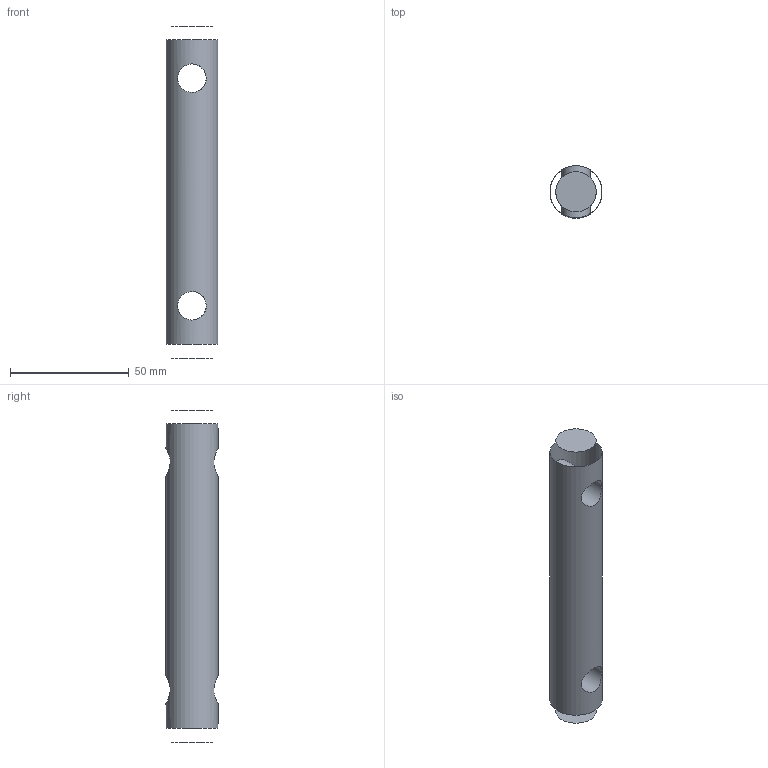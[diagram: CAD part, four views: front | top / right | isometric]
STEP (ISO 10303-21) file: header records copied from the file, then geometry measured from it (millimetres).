
FILE_DESCRIPTION(/* description */ (''),/* implementation_level */ '2;1');
FILE_NAME(/* name */ 'A09076.stp',/* time_stamp */ '2023-06-21T13:22:23+02:00',/* author */ ('msn'),/* organization */ (''),/* preprocessor_version */ 'ST-DEVELOPER v19.2',/* originating_system */ 'Autodesk Inventor 2024',/* authorisation */ '');
FILE_SCHEMA (('AUTOMOTIVE_DESIGN { 1 0 10303 214 3 1 1 }'));
Length unit declared in the file: millimetre
Products named in the file (1): A09076
Bounding box: 21.92 x 22 x 140 mm (x, y, z)
Volume: 47494.9 mm3; surface area: 11156 mm2
Topology: 1 solids, 1 shells, 7 faces, 23 edges, 18 vertices
Faces by surface type: cylinder 3, cone 2, plane 2
Full cylindrical faces by diameter (mm): 12 x2, 22 x1
Entity records: 438 total; most frequent: CARTESIAN_POINT 193, ORIENTED_EDGE 46, DIRECTION 33, EDGE_CURVE 23, VERTEX_POINT 18, AXIS2_PLACEMENT_3D 14, B_SPLINE_CURVE_WITH_KNOTS 12, EDGE_LOOP 11
